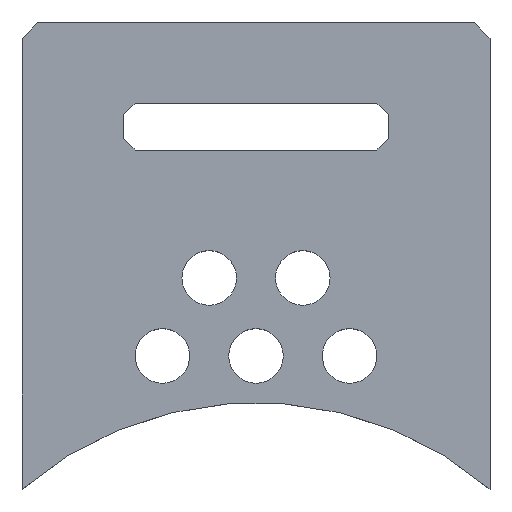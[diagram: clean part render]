
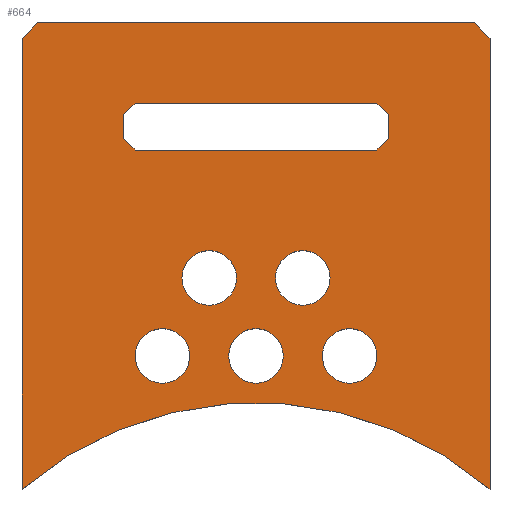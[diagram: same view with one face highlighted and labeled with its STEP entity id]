
A CAD part, top view. The second image highlights one B-rep face of the part: STEP entity #664.
In plain terms, the highlighted planar face has unit normal (0, 0, 1).
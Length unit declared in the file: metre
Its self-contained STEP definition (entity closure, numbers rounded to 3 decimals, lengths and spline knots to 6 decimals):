
#24=CIRCLE('',#709,0.05862);
#25=CIRCLE('',#711,0.004445);
#26=CIRCLE('',#718,0.004445);
#27=CIRCLE('',#720,0.004445);
#28=CIRCLE('',#722,0.004445);
#29=CIRCLE('',#724,0.004445);
#103=ORIENTED_EDGE('',*,*,#245,.F.);
#104=ORIENTED_EDGE('',*,*,#247,.T.);
#105=ORIENTED_EDGE('',*,*,#264,.T.);
#106=ORIENTED_EDGE('',*,*,#249,.T.);
#107=ORIENTED_EDGE('',*,*,#243,.F.);
#108=ORIENTED_EDGE('',*,*,#241,.F.);
#109=ORIENTED_EDGE('',*,*,#265,.T.);
#110=ORIENTED_EDGE('',*,*,#254,.F.);
#111=ORIENTED_EDGE('',*,*,#266,.T.);
#112=ORIENTED_EDGE('',*,*,#238,.T.);
#113=ORIENTED_EDGE('',*,*,#267,.T.);
#114=ORIENTED_EDGE('',*,*,#252,.T.);
#115=ORIENTED_EDGE('',*,*,#268,.T.);
#116=ORIENTED_EDGE('',*,*,#257,.F.);
#117=ORIENTED_EDGE('',*,*,#269,.T.);
#118=ORIENTED_EDGE('',*,*,#260,.F.);
#119=ORIENTED_EDGE('',*,*,#261,.F.);
#120=ORIENTED_EDGE('',*,*,#262,.F.);
#121=ORIENTED_EDGE('',*,*,#263,.F.);
#238=EDGE_CURVE('',#326,#325,#382,.T.);
#241=EDGE_CURVE('',#327,#328,#385,.T.);
#243=EDGE_CURVE('',#328,#329,#24,.T.);
#245=EDGE_CURVE('',#330,#330,#25,.T.);
#247=EDGE_CURVE('',#332,#331,#389,.T.);
#249=EDGE_CURVE('',#333,#329,#391,.T.);
#252=EDGE_CURVE('',#335,#334,#394,.T.);
#254=EDGE_CURVE('',#336,#337,#396,.T.);
#257=EDGE_CURVE('',#338,#339,#399,.T.);
#260=EDGE_CURVE('',#340,#340,#26,.T.);
#261=EDGE_CURVE('',#341,#341,#27,.T.);
#262=EDGE_CURVE('',#342,#342,#28,.T.);
#263=EDGE_CURVE('',#343,#343,#29,.T.);
#264=EDGE_CURVE('',#331,#333,#402,.F.);
#265=EDGE_CURVE('',#327,#332,#403,.T.);
#266=EDGE_CURVE('',#336,#326,#404,.T.);
#267=EDGE_CURVE('',#325,#335,#405,.F.);
#268=EDGE_CURVE('',#334,#339,#406,.T.);
#269=EDGE_CURVE('',#338,#337,#407,.F.);
#325=VERTEX_POINT('',#987);
#326=VERTEX_POINT('',#989);
#327=VERTEX_POINT('',#993);
#328=VERTEX_POINT('',#995);
#329=VERTEX_POINT('',#999);
#330=VERTEX_POINT('',#1003);
#331=VERTEX_POINT('',#1006);
#332=VERTEX_POINT('',#1008);
#333=VERTEX_POINT('',#1012);
#334=VERTEX_POINT('',#1016);
#335=VERTEX_POINT('',#1018);
#336=VERTEX_POINT('',#1022);
#337=VERTEX_POINT('',#1023);
#338=VERTEX_POINT('',#1028);
#339=VERTEX_POINT('',#1029);
#340=VERTEX_POINT('',#1034);
#341=VERTEX_POINT('',#1037);
#342=VERTEX_POINT('',#1040);
#343=VERTEX_POINT('',#1043);
#382=LINE('',#988,#458);
#385=LINE('',#994,#461);
#389=LINE('',#1007,#465);
#391=LINE('',#1011,#467);
#394=LINE('',#1017,#470);
#396=LINE('',#1021,#472);
#399=LINE('',#1027,#475);
#402=LINE('',#1045,#478);
#403=LINE('',#1046,#479);
#404=LINE('',#1047,#480);
#405=LINE('',#1048,#481);
#406=LINE('',#1049,#482);
#407=LINE('',#1050,#483);
#458=VECTOR('',#791,1.);
#461=VECTOR('',#796,1.);
#465=VECTOR('',#810,1.);
#467=VECTOR('',#814,1.);
#470=VECTOR('',#819,1.);
#472=VECTOR('',#823,1.);
#475=VECTOR('',#828,1.);
#478=VECTOR('',#849,1.);
#479=VECTOR('',#850,1.);
#480=VECTOR('',#851,1.);
#481=VECTOR('',#852,1.);
#482=VECTOR('',#853,1.);
#483=VECTOR('',#854,1.);
#536=EDGE_LOOP('',(#103));
#537=EDGE_LOOP('',(#104,#105,#106,#107,#108,#109));
#538=EDGE_LOOP('',(#110,#111,#112,#113,#114,#115,#116,#117));
#539=EDGE_LOOP('',(#118));
#540=EDGE_LOOP('',(#119));
#541=EDGE_LOOP('',(#120));
#542=EDGE_LOOP('',(#121));
#592=FACE_BOUND('',#536,.T.);
#593=FACE_BOUND('',#537,.T.);
#594=FACE_BOUND('',#538,.T.);
#595=FACE_BOUND('',#539,.T.);
#596=FACE_BOUND('',#540,.T.);
#597=FACE_BOUND('',#541,.T.);
#598=FACE_BOUND('',#542,.T.);
#628=PLANE('',#725);
#664=ADVANCED_FACE('',(#592,#593,#594,#595,#596,#597,#598),#628,.T.);
#709=AXIS2_PLACEMENT_3D('',#998,#800,#801);
#711=AXIS2_PLACEMENT_3D('',#1002,#805,#806);
#718=AXIS2_PLACEMENT_3D('',#1033,#833,#834);
#720=AXIS2_PLACEMENT_3D('',#1036,#837,#838);
#722=AXIS2_PLACEMENT_3D('',#1039,#841,#842);
#724=AXIS2_PLACEMENT_3D('',#1042,#845,#846);
#725=AXIS2_PLACEMENT_3D('',#1044,#847,#848);
#791=DIRECTION('',(-1.,0.,0.));
#796=DIRECTION('',(0.,-1.,0.));
#800=DIRECTION('',(0.,0.,1.));
#801=DIRECTION('',(1.,0.,0.));
#805=DIRECTION('',(0.,0.,1.));
#806=DIRECTION('',(1.,0.,0.));
#810=DIRECTION('',(-1.,0.,0.));
#814=DIRECTION('',(0.,-1.,0.));
#819=DIRECTION('',(0.,1.,0.));
#823=DIRECTION('',(0.,1.,0.));
#828=DIRECTION('',(-1.,0.,0.));
#833=DIRECTION('',(0.,0.,1.));
#834=DIRECTION('',(1.,0.,0.));
#837=DIRECTION('',(0.,0.,1.));
#838=DIRECTION('',(1.,0.,0.));
#841=DIRECTION('',(0.,0.,1.));
#842=DIRECTION('',(1.,0.,0.));
#845=DIRECTION('',(0.,0.,1.));
#846=DIRECTION('',(1.,0.,0.));
#847=DIRECTION('',(0.,0.,1.));
#848=DIRECTION('',(1.,0.,0.));
#849=DIRECTION('',(0.707,0.707,0.));
#850=DIRECTION('',(-0.707,0.707,0.));
#851=DIRECTION('',(-0.707,-0.707,0.));
#852=DIRECTION('',(0.707,-0.707,0.));
#853=DIRECTION('',(0.707,0.707,0.));
#854=DIRECTION('',(-0.707,0.707,0.));
#987=CARTESIAN_POINT('',(-0.019685,0.099766,-0.03797));
#988=CARTESIAN_POINT('',(0.,0.099766,-0.03797));
#989=CARTESIAN_POINT('',(0.019685,0.099766,-0.03797));
#993=CARTESIAN_POINT('',(0.0381,0.117946,-0.03797));
#994=CARTESIAN_POINT('',(0.0381,0.082386,-0.03797));
#995=CARTESIAN_POINT('',(0.0381,0.04455,-0.03797));
#998=CARTESIAN_POINT('',(0.,0.,-0.03797));
#999=CARTESIAN_POINT('',(-0.0381,0.04455,-0.03797));
#1002=CARTESIAN_POINT('',(0.00762,0.07894,-0.03797));
#1003=CARTESIAN_POINT('',(0.012065,0.07894,-0.03797));
#1006=CARTESIAN_POINT('',(-0.03556,0.120486,-0.03797));
#1007=CARTESIAN_POINT('',(0.01905,0.120486,-0.03797));
#1008=CARTESIAN_POINT('',(0.03556,0.120486,-0.03797));
#1011=CARTESIAN_POINT('',(-0.0381,0.082386,-0.03797));
#1012=CARTESIAN_POINT('',(-0.0381,0.117946,-0.03797));
#1016=CARTESIAN_POINT('',(-0.02159,0.105481,-0.03797));
#1017=CARTESIAN_POINT('',(-0.02159,0.103576,-0.03797));
#1018=CARTESIAN_POINT('',(-0.02159,0.101671,-0.03797));
#1021=CARTESIAN_POINT('',(0.02159,0.103576,-0.03797));
#1022=CARTESIAN_POINT('',(0.02159,0.101671,-0.03797));
#1023=CARTESIAN_POINT('',(0.02159,0.105481,-0.03797));
#1027=CARTESIAN_POINT('',(0.,0.107386,-0.03797));
#1028=CARTESIAN_POINT('',(0.019685,0.107386,-0.03797));
#1029=CARTESIAN_POINT('',(-0.019685,0.107386,-0.03797));
#1033=CARTESIAN_POINT('',(0.01524,0.06624,-0.03797));
#1034=CARTESIAN_POINT('',(0.019685,0.06624,-0.03797));
#1036=CARTESIAN_POINT('',(0.,0.06624,-0.03797));
#1037=CARTESIAN_POINT('',(0.004445,0.06624,-0.03797));
#1039=CARTESIAN_POINT('',(-0.01524,0.06624,-0.03797));
#1040=CARTESIAN_POINT('',(-0.010795,0.06624,-0.03797));
#1042=CARTESIAN_POINT('',(-0.00762,0.07894,-0.03797));
#1043=CARTESIAN_POINT('',(-0.003175,0.07894,-0.03797));
#1044=CARTESIAN_POINT('',(0.02921,0.,-0.03797));
#1045=CARTESIAN_POINT('',(-0.063418,0.092628,-0.03797));
#1046=CARTESIAN_POINT('',(0.092628,0.063418,-0.03797));
#1047=CARTESIAN_POINT('',(0.019685,0.099766,-0.03797));
#1048=CARTESIAN_POINT('',(-0.02159,0.101671,-0.03797));
#1049=CARTESIAN_POINT('',(-0.019685,0.107386,-0.03797));
#1050=CARTESIAN_POINT('',(0.02159,0.105481,-0.03797));
